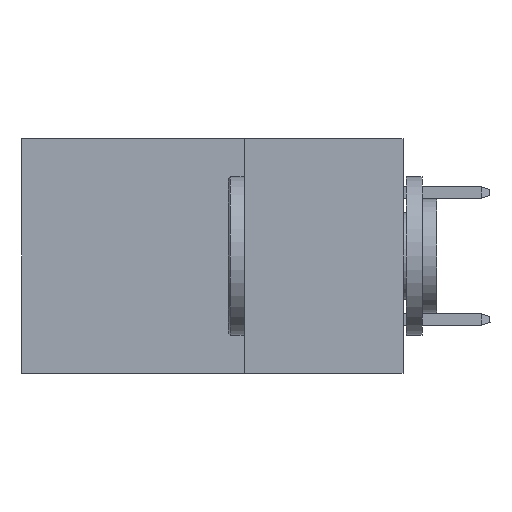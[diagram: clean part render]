
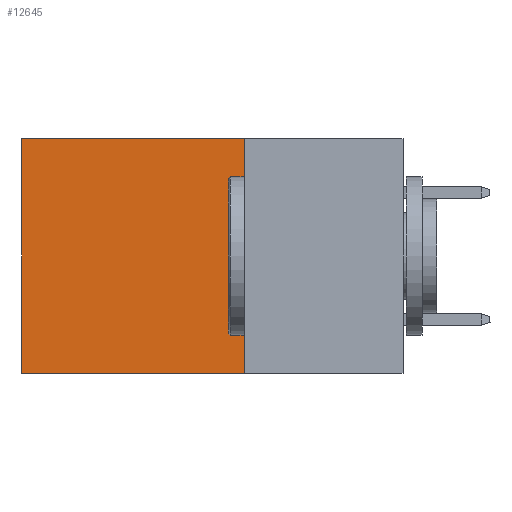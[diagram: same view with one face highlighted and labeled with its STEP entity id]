
A CAD part, left-side view. The second image highlights one B-rep face of the part: STEP entity #12645.
In plain terms, the highlighted planar face has unit normal (-1, 0, 0).
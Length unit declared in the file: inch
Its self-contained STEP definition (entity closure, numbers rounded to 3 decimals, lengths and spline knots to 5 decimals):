
#355 = DIRECTION ( 'NONE',  ( 0., 0., -1. ) ) ;
#568 = VECTOR ( 'NONE', #355, 39.37008 ) ;
#596 = PLANE ( 'NONE',  #12265 ) ;
#1054 = ORIENTED_EDGE ( 'NONE', *, *, #10297, .F. ) ;
#1189 = VECTOR ( 'NONE', #20503, 39.37008 ) ;
#1245 = ORIENTED_EDGE ( 'NONE', *, *, #22576, .F. ) ;
#1401 = CARTESIAN_POINT ( 'NONE',  ( 0.2875, 0.25, 0. ) ) ;
#3045 = VERTEX_POINT ( 'NONE', #6159 ) ;
#3713 = ORIENTED_EDGE ( 'NONE', *, *, #16212, .T. ) ;
#3893 = VERTEX_POINT ( 'NONE', #13592 ) ;
#3981 = DIRECTION ( 'NONE',  ( 0., 1., 0. ) ) ;
#4475 = CARTESIAN_POINT ( 'NONE',  ( 0.2875, 0.25, 0. ) ) ;
#4548 = EDGE_CURVE ( 'NONE', #3045, #3893, #18747, .T. ) ;
#4585 = FACE_OUTER_BOUND ( 'NONE', #10921, .T. ) ;
#5283 = VERTEX_POINT ( 'NONE', #1401 ) ;
#5409 = VECTOR ( 'NONE', #22750, 39.37008 ) ;
#5602 = LINE ( 'NONE', #20489, #15795 ) ;
#6159 = CARTESIAN_POINT ( 'NONE',  ( 0.2875, 0.6, 0. ) ) ;
#6227 = DIRECTION ( 'NONE',  ( 1., 0., 0. ) ) ;
#7900 = VERTEX_POINT ( 'NONE', #14412 ) ;
#8078 = CARTESIAN_POINT ( 'NONE',  ( 0.2875, 0.25, -0.37 ) ) ;
#9875 = DIRECTION ( 'NONE',  ( 0., 0., -1. ) ) ;
#10297 = EDGE_CURVE ( 'NONE', #7900, #3893, #20867, .T. ) ;
#10921 = EDGE_LOOP ( 'NONE', ( #14612, #1054, #1245, #3713 ) ) ;
#11983 = LINE ( 'NONE', #17296, #1189 ) ;
#12265 = AXIS2_PLACEMENT_3D ( 'NONE', #4475, #6227, #9875 ) ;
#12645 = ADVANCED_FACE ( 'NONE', ( #4585 ), #596, .F. ) ;
#13592 = CARTESIAN_POINT ( 'NONE',  ( 0.2875, 0.6, -0.37 ) ) ;
#14412 = CARTESIAN_POINT ( 'NONE',  ( 0.2875, 0.25, -0.37 ) ) ;
#14612 = ORIENTED_EDGE ( 'NONE', *, *, #4548, .T. ) ;
#15795 = VECTOR ( 'NONE', #3981, 39.37008 ) ;
#16212 = EDGE_CURVE ( 'NONE', #5283, #3045, #5602, .T. ) ;
#16965 = CARTESIAN_POINT ( 'NONE',  ( 0.2875, 0.6, 0. ) ) ;
#17296 = CARTESIAN_POINT ( 'NONE',  ( 0.2875, 0.25, 0. ) ) ;
#18747 = LINE ( 'NONE', #16965, #568 ) ;
#20489 = CARTESIAN_POINT ( 'NONE',  ( 0.2875, 0.25, 0. ) ) ;
#20503 = DIRECTION ( 'NONE',  ( 0., 0., -1. ) ) ;
#20867 = LINE ( 'NONE', #8078, #5409 ) ;
#22576 = EDGE_CURVE ( 'NONE', #5283, #7900, #11983, .T. ) ;
#22750 = DIRECTION ( 'NONE',  ( 0., 1., 0. ) ) ;
